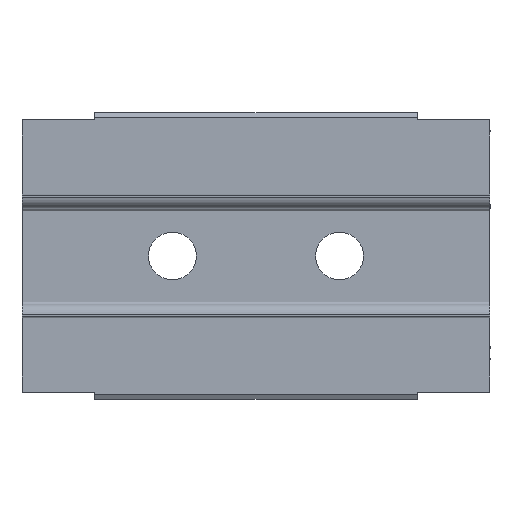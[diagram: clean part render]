
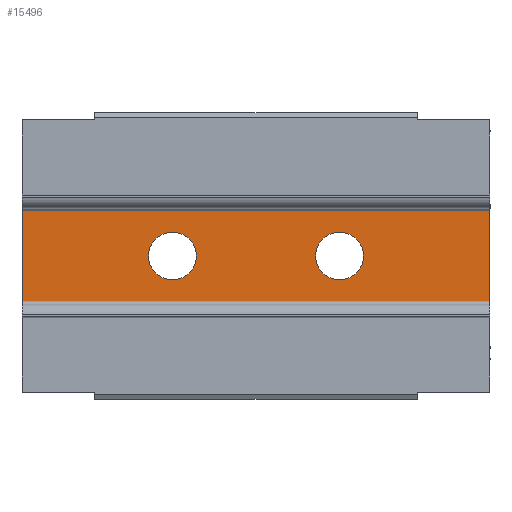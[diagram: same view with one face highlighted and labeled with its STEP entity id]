
A CAD part, front view. The second image highlights one B-rep face of the part: STEP entity #15496.
In plain terms, the highlighted planar face has unit normal (0, -1, 0).
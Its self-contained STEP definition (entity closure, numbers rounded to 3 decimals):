
#1527 = DIRECTION ( 'NONE',  ( 0., 0., 1. ) ) ;
#1528 = DIRECTION ( 'NONE',  ( 0., 1., 0. ) ) ;
#1529 = PLANE ( 'NONE',  #24577 ) ;
#1534 = CARTESIAN_POINT ( 'NONE',  ( -38., 3.5, 0. ) ) ;
#2692 = VECTOR ( 'NONE', #23435, 1000. ) ;
#2694 = LINE ( 'NONE', #23427, #2692 ) ;
#2804 = VECTOR ( 'NONE', #12345, 1000. ) ;
#2810 = LINE ( 'NONE', #12344, #2804 ) ;
#3092 = CIRCLE ( 'NONE', #24423, 1. ) ;
#3109 = CIRCLE ( 'NONE', #24428, 1. ) ;
#6810 = CARTESIAN_POINT ( 'NONE',  ( -40.2, 3.5, -2.3 ) ) ;
#6914 = CARTESIAN_POINT ( 'NONE',  ( -53.5, 3.5, 1. ) ) ;
#6923 = CARTESIAN_POINT ( 'NONE',  ( -53.5, 3.5, -1. ) ) ;
#6945 = VERTEX_POINT ( 'NONE', #7022 ) ;
#6992 = CARTESIAN_POINT ( 'NONE',  ( -46.5, 3.5, -1. ) ) ;
#7022 = CARTESIAN_POINT ( 'NONE',  ( -59.8, 3.5, 2.3 ) ) ;
#7066 = VERTEX_POINT ( 'NONE', #6992 ) ;
#7124 = VERTEX_POINT ( 'NONE', #6923 ) ;
#7131 = VERTEX_POINT ( 'NONE', #6914 ) ;
#7224 = VERTEX_POINT ( 'NONE', #6810 ) ;
#7342 = VERTEX_POINT ( 'NONE', #21471 ) ;
#7385 = VERTEX_POINT ( 'NONE', #20935 ) ;
#7455 = VERTEX_POINT ( 'NONE', #21823 ) ;
#9038 = CIRCLE ( 'NONE', #24441, 1. ) ;
#9046 = VECTOR ( 'NONE', #12994, 1000. ) ;
#9050 = LINE ( 'NONE', #12983, #9057 ) ;
#9052 = CIRCLE ( 'NONE', #24446, 1. ) ;
#9057 = VECTOR ( 'NONE', #12992, 1000. ) ;
#9069 = LINE ( 'NONE', #12991, #9046 ) ;
#9868 = FACE_BOUND ( 'NONE', #10764, .T. ) ;
#9872 = FACE_BOUND ( 'NONE', #10757, .T. ) ;
#9903 = FACE_OUTER_BOUND ( 'NONE', #10735, .T. ) ;
#10735 = EDGE_LOOP ( 'NONE', ( #16399, #16401, #16408, #16412 ) ) ;
#10757 = EDGE_LOOP ( 'NONE', ( #16414, #16416 ) ) ;
#10764 = EDGE_LOOP ( 'NONE', ( #16418, #16420 ) ) ;
#12344 = CARTESIAN_POINT ( 'NONE',  ( -40.2, 3.5, -2.5 ) ) ;
#12345 = DIRECTION ( 'NONE',  ( 0., 0., 1. ) ) ;
#12983 = CARTESIAN_POINT ( 'NONE',  ( -40.2, 3.5, -2.3 ) ) ;
#12985 = CARTESIAN_POINT ( 'NONE',  ( -53.5, 3.5, 0. ) ) ;
#12986 = DIRECTION ( 'NONE',  ( 0., 1., 0. ) ) ;
#12987 = DIRECTION ( 'NONE',  ( 0., 0., 1. ) ) ;
#12991 = CARTESIAN_POINT ( 'NONE',  ( -59.8, 3.5, 2.3 ) ) ;
#12992 = DIRECTION ( 'NONE',  ( 1., 0., 0. ) ) ;
#12993 = CARTESIAN_POINT ( 'NONE',  ( -46.5, 3.5, 0. ) ) ;
#12994 = DIRECTION ( 'NONE',  ( -1., 0., 0. ) ) ;
#12996 = DIRECTION ( 'NONE',  ( 0., -1., 0. ) ) ;
#12997 = DIRECTION ( 'NONE',  ( 0., 0., 1. ) ) ;
#15496 = ADVANCED_FACE ( 'NONE', ( #9903, #9872, #9868 ), #1529, .F. ) ;
#16399 = ORIENTED_EDGE ( 'NONE', *, *, #24198, .T. ) ;
#16401 = ORIENTED_EDGE ( 'NONE', *, *, #16612, .T. ) ;
#16408 = ORIENTED_EDGE ( 'NONE', *, *, #24108, .T. ) ;
#16412 = ORIENTED_EDGE ( 'NONE', *, *, #16613, .T. ) ;
#16414 = ORIENTED_EDGE ( 'NONE', *, *, #16610, .T. ) ;
#16416 = ORIENTED_EDGE ( 'NONE', *, *, #23862, .T. ) ;
#16418 = ORIENTED_EDGE ( 'NONE', *, *, #23851, .F. ) ;
#16420 = ORIENTED_EDGE ( 'NONE', *, *, #16614, .F. ) ;
#16610 = EDGE_CURVE ( 'NONE', #7131, #7124, #9052, .T. ) ;
#16612 = EDGE_CURVE ( 'NONE', #7455, #7224, #9050, .T. ) ;
#16613 = EDGE_CURVE ( 'NONE', #7385, #6945, #9069, .T. ) ;
#16614 = EDGE_CURVE ( 'NONE', #7066, #7342, #9038, .T. ) ;
#20935 = CARTESIAN_POINT ( 'NONE',  ( -40.2, 3.5, 2.3 ) ) ;
#21471 = CARTESIAN_POINT ( 'NONE',  ( -46.5, 3.5, 1. ) ) ;
#21823 = CARTESIAN_POINT ( 'NONE',  ( -59.8, 3.5, -2.3 ) ) ;
#22861 = CARTESIAN_POINT ( 'NONE',  ( -46.5, 3.5, 0. ) ) ;
#22875 = DIRECTION ( 'NONE',  ( 0., -1., 0. ) ) ;
#22876 = DIRECTION ( 'NONE',  ( 0., 0., 1. ) ) ;
#22900 = CARTESIAN_POINT ( 'NONE',  ( -53.5, 3.5, 0. ) ) ;
#22903 = DIRECTION ( 'NONE',  ( 0., 1., 0. ) ) ;
#22904 = DIRECTION ( 'NONE',  ( 0., 0., 1. ) ) ;
#23427 = CARTESIAN_POINT ( 'NONE',  ( -59.8, 3.5, -2.5 ) ) ;
#23435 = DIRECTION ( 'NONE',  ( 0., 0., -1. ) ) ;
#23851 = EDGE_CURVE ( 'NONE', #7342, #7066, #3109, .T. ) ;
#23862 = EDGE_CURVE ( 'NONE', #7124, #7131, #3092, .T. ) ;
#24108 = EDGE_CURVE ( 'NONE', #7224, #7385, #2810, .T. ) ;
#24198 = EDGE_CURVE ( 'NONE', #6945, #7455, #2694, .T. ) ;
#24423 = AXIS2_PLACEMENT_3D ( 'NONE', #22900, #22903, #22904 ) ;
#24428 = AXIS2_PLACEMENT_3D ( 'NONE', #22861, #22875, #22876 ) ;
#24441 = AXIS2_PLACEMENT_3D ( 'NONE', #12993, #12996, #12997 ) ;
#24446 = AXIS2_PLACEMENT_3D ( 'NONE', #12985, #12986, #12987 ) ;
#24577 = AXIS2_PLACEMENT_3D ( 'NONE', #1534, #1528, #1527 ) ;
